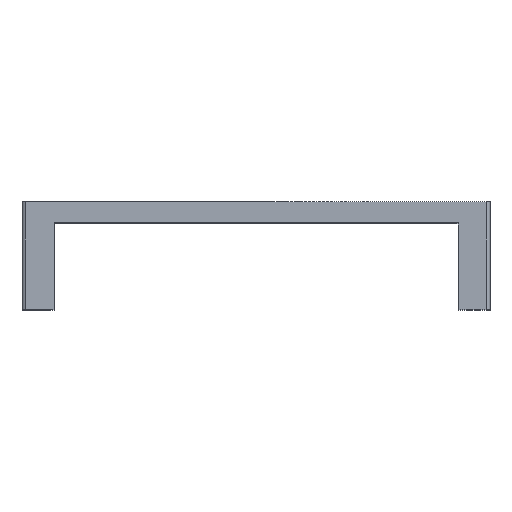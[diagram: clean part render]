
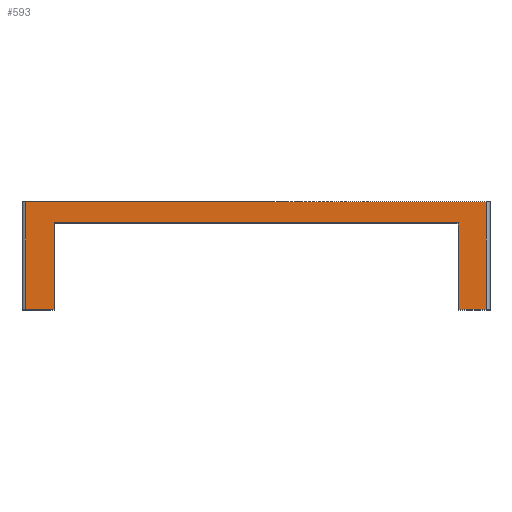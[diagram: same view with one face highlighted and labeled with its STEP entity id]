
A CAD part, top view. The second image highlights one B-rep face of the part: STEP entity #593.
In plain terms, the highlighted planar face has unit normal (0, 0, 1).
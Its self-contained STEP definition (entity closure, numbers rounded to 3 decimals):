
#20=PLANE('',#646);
#50=FACE_OUTER_BOUND('',#87,.T.);
#87=EDGE_LOOP('',(#420,#421,#422,#423,#424,#425,#426,#427));
#128=LINE('',#878,#196);
#130=LINE('',#884,#198);
#131=LINE('',#886,#199);
#132=LINE('',#888,#200);
#133=LINE('',#890,#201);
#134=LINE('',#892,#202);
#135=LINE('',#894,#203);
#136=LINE('',#895,#204);
#196=VECTOR('',#702,10.);
#198=VECTOR('',#708,10.);
#199=VECTOR('',#709,10.);
#200=VECTOR('',#710,10.);
#201=VECTOR('',#711,10.);
#202=VECTOR('',#712,10.);
#203=VECTOR('',#713,10.);
#204=VECTOR('',#714,10.);
#281=VERTEX_POINT('',#875);
#282=VERTEX_POINT('',#877);
#284=VERTEX_POINT('',#883);
#285=VERTEX_POINT('',#885);
#286=VERTEX_POINT('',#887);
#287=VERTEX_POINT('',#889);
#288=VERTEX_POINT('',#891);
#289=VERTEX_POINT('',#893);
#333=EDGE_CURVE('',#281,#282,#128,.T.);
#336=EDGE_CURVE('',#284,#281,#130,.T.);
#337=EDGE_CURVE('',#285,#284,#131,.T.);
#338=EDGE_CURVE('',#285,#286,#132,.T.);
#339=EDGE_CURVE('',#286,#287,#133,.T.);
#340=EDGE_CURVE('',#288,#287,#134,.T.);
#341=EDGE_CURVE('',#289,#288,#135,.T.);
#342=EDGE_CURVE('',#282,#289,#136,.T.);
#420=ORIENTED_EDGE('',*,*,#333,.F.);
#421=ORIENTED_EDGE('',*,*,#336,.F.);
#422=ORIENTED_EDGE('',*,*,#337,.F.);
#423=ORIENTED_EDGE('',*,*,#338,.T.);
#424=ORIENTED_EDGE('',*,*,#339,.T.);
#425=ORIENTED_EDGE('',*,*,#340,.F.);
#426=ORIENTED_EDGE('',*,*,#341,.F.);
#427=ORIENTED_EDGE('',*,*,#342,.F.);
#593=ADVANCED_FACE('',(#50),#20,.T.);
#646=AXIS2_PLACEMENT_3D('',#882,#706,#707);
#702=DIRECTION('',(0.,1.,0.));
#706=DIRECTION('center_axis',(0.,0.,1.));
#707=DIRECTION('ref_axis',(-1.,0.,0.));
#708=DIRECTION('',(-1.,0.,0.));
#709=DIRECTION('',(0.,-1.,0.));
#710=DIRECTION('',(1.,0.,0.));
#711=DIRECTION('',(0.,-1.,0.));
#712=DIRECTION('',(-1.,0.,0.));
#713=DIRECTION('',(0.,-1.,0.));
#714=DIRECTION('',(1.,0.,0.));
#875=CARTESIAN_POINT('',(5.,3.1,121.));
#877=CARTESIAN_POINT('',(5.,30.,121.));
#878=CARTESIAN_POINT('',(5.,30.,121.));
#882=CARTESIAN_POINT('Origin',(121.,30.,121.));
#883=CARTESIAN_POINT('',(12.,3.1,121.));
#884=CARTESIAN_POINT('',(4.,3.1,121.));
#885=CARTESIAN_POINT('',(12.,24.7,121.));
#886=CARTESIAN_POINT('',(12.,27.,121.));
#887=CARTESIAN_POINT('',(113.,24.7,121.));
#888=CARTESIAN_POINT('',(116.25,24.7,121.));
#889=CARTESIAN_POINT('',(113.,3.1,121.));
#890=CARTESIAN_POINT('',(113.,27.,121.));
#891=CARTESIAN_POINT('',(120.,3.1,121.));
#892=CARTESIAN_POINT('',(121.,3.1,121.));
#893=CARTESIAN_POINT('',(120.,30.,121.));
#894=CARTESIAN_POINT('',(120.,30.,121.));
#895=CARTESIAN_POINT('',(4.,30.,121.));
